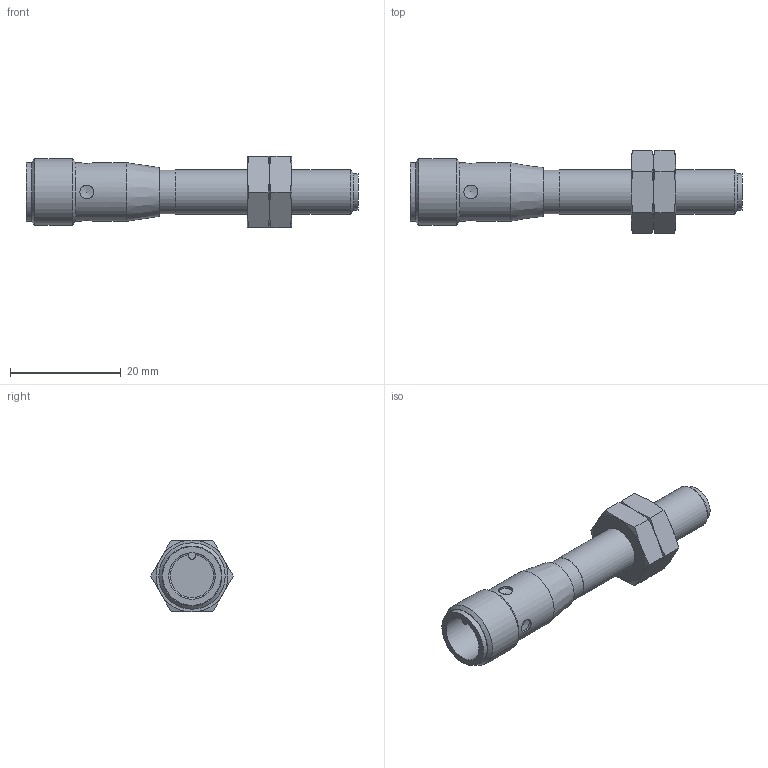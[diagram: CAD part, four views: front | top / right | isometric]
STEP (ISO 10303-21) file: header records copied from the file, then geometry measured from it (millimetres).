
FILE_DESCRIPTION (( 'STEP AP214' ), '1' );
FILE_NAME ('WSE-AP-3H.STEP', '2018-08-24T14:26:51', ( '' ), ( '' ), 'SwSTEP 2.0', 'SolidWorks 2017', '' );
FILE_SCHEMA (( 'AUTOMOTIVE_DESIGN' ));
Length unit declared in the file: inch
Products named in the file (1): WSE-AP-3H
Bounding box: 60 x 15.01 x 13 mm (x, y, z)
Volume: 4368.4 mm3; surface area: 3072.9 mm2
Topology: 3 solids, 3 shells, 78 faces, 169 edges, 102 vertices
Faces by surface type: cone 36, plane 27, cylinder 14, torus 1
Full cylindrical faces by diameter (mm): 2.5 x4, 6.55 x1, 6.917 x2, 7.9 x1, 8 x1, 8.4 x1, 10.6 x2, 12 x1
Entity records: 3144 total; most frequent: CARTESIAN_POINT 604, DIRECTION 294, ORIENTED_EDGE 264, AXIS2_PLACEMENT_3D 137, EDGE_CURVE 132, EDGE_LOOP 113, FACE_OUTER_BOUND 91, VERTEX_POINT 91
